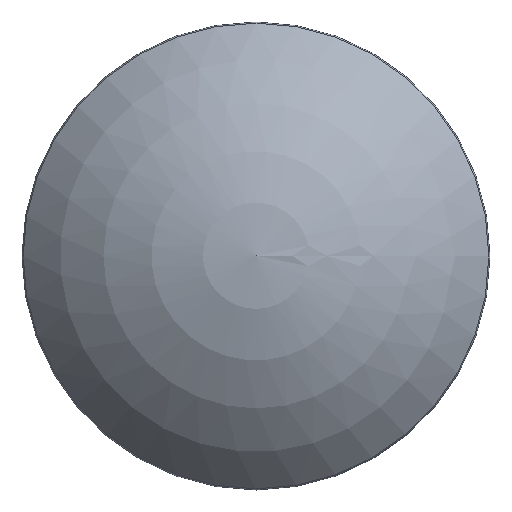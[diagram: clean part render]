
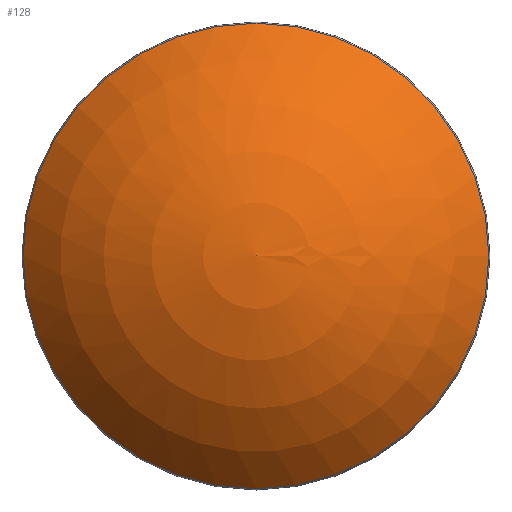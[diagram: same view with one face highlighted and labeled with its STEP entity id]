
A CAD part, top view. The second image highlights one B-rep face of the part: STEP entity #128.
In plain terms, the highlighted spherical face has radius 11.5 mm.
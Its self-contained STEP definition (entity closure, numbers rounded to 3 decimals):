
#19=SPHERICAL_SURFACE('',#145,11.5);
#35=FACE_OUTER_BOUND('',#49,.T.);
#49=EDGE_LOOP('',(#104));
#68=CIRCLE('',#142,8.956);
#79=VERTEX_POINT('',#215);
#90=EDGE_CURVE('',#79,#79,#68,.T.);
#104=ORIENTED_EDGE('',*,*,#90,.F.);
#128=ADVANCED_FACE('',(#35),#19,.T.);
#142=AXIS2_PLACEMENT_3D('',#216,#169,#170);
#145=AXIS2_PLACEMENT_3D('',#220,#175,#176);
#169=DIRECTION('center_axis',(0.,0.,-1.));
#170=DIRECTION('ref_axis',(1.,0.,0.));
#175=DIRECTION('center_axis',(0.,0.,1.));
#176=DIRECTION('ref_axis',(1.,0.,0.));
#215=CARTESIAN_POINT('',(-8.956,0.,7.214));
#216=CARTESIAN_POINT('Origin',(0.,0.,7.214));
#220=CARTESIAN_POINT('Origin',(0.,0.,0.));
